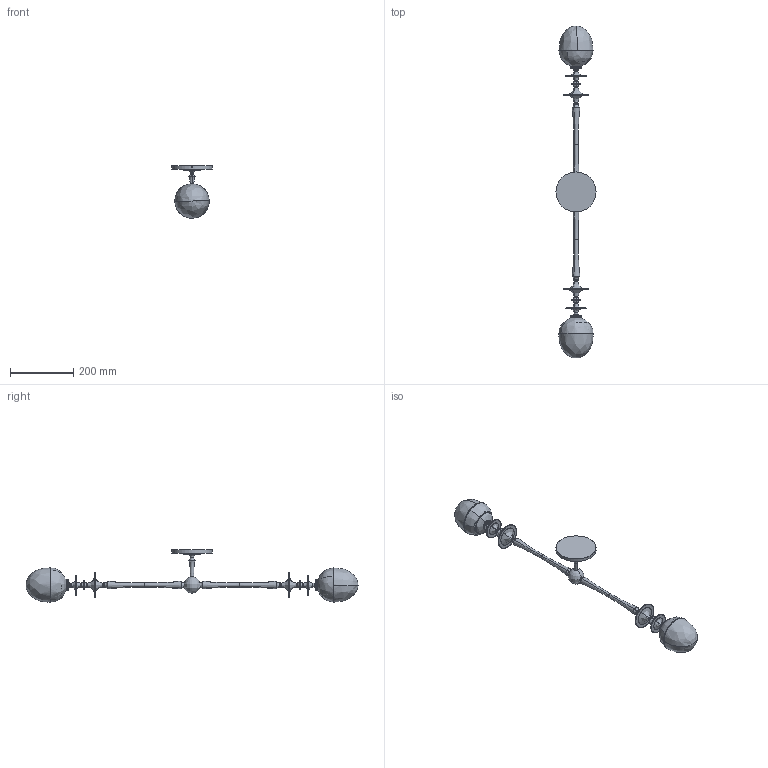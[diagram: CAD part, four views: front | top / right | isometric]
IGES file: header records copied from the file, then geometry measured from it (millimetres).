
Start section: SolidWorks IGES file using analytic representation for surfaces
Global section: file name: two Arm Sconce.IGS; native system: SolidWorks 2022; preprocessor: SolidWorks 2022; author: Dan Whitsell; date: 221223.114800; units: millimetre
Bounding box: 127 x 1052.73 x 165.78 mm (x, y, z)
Surface area: 370152.5 mm2 (no closed solid volume)
Topology: 0 solids, 0 shells, 504 faces, 7761 edges, 7743 vertices
Faces by surface type: bspline 270, revolution 234
